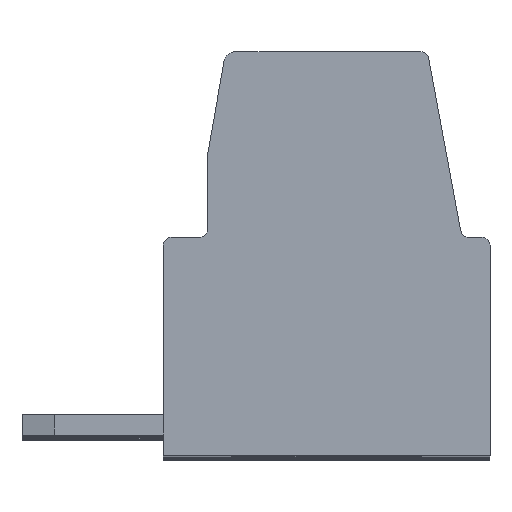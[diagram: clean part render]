
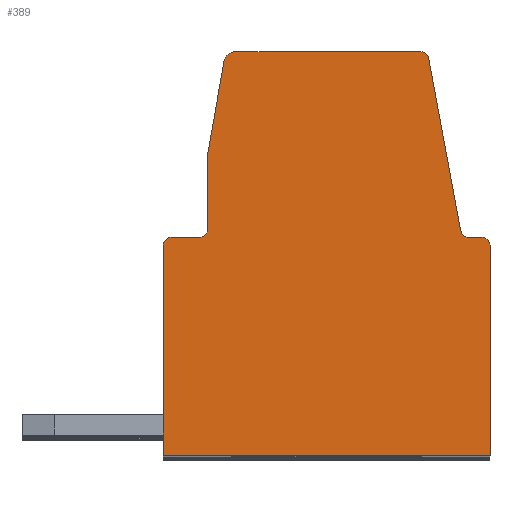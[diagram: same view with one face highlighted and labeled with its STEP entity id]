
A CAD part, top view. The second image highlights one B-rep face of the part: STEP entity #389.
In plain terms, the highlighted planar face has unit normal (0, 0, 1).
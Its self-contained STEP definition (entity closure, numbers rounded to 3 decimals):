
#389 = ADVANCED_FACE( '', ( #850 ), #851, .F. );
#850 = FACE_OUTER_BOUND( '', #1424, .T. );
#851 = PLANE( '', #1425 );
#1424 = EDGE_LOOP( '', ( #2180, #2181, #2182, #2183, #2184, #2185, #2186, #2187, #2188, #2189, #2190, #2191, #2192, #2193, #2194 ) );
#1425 = AXIS2_PLACEMENT_3D( '', #2195, #2196, #2197 );
#2180 = ORIENTED_EDGE( '', *, *, #3831, .T. );
#2181 = ORIENTED_EDGE( '', *, *, #3832, .T. );
#2182 = ORIENTED_EDGE( '', *, *, #3833, .F. );
#2183 = ORIENTED_EDGE( '', *, *, #3834, .T. );
#2184 = ORIENTED_EDGE( '', *, *, #3835, .T. );
#2185 = ORIENTED_EDGE( '', *, *, #3676, .T. );
#2186 = ORIENTED_EDGE( '', *, *, #3836, .T. );
#2187 = ORIENTED_EDGE( '', *, *, #3837, .T. );
#2188 = ORIENTED_EDGE( '', *, *, #3838, .F. );
#2189 = ORIENTED_EDGE( '', *, *, #3839, .T. );
#2190 = ORIENTED_EDGE( '', *, *, #3657, .F. );
#2191 = ORIENTED_EDGE( '', *, *, #3718, .T. );
#2192 = ORIENTED_EDGE( '', *, *, #3840, .T. );
#2193 = ORIENTED_EDGE( '', *, *, #3841, .F. );
#2194 = ORIENTED_EDGE( '', *, *, #3842, .F. );
#2195 = CARTESIAN_POINT( '', ( 0.81, -4.4, 0. ) );
#2196 = DIRECTION( '', ( 0., 0., -1. ) );
#2197 = DIRECTION( '', ( 0., 1., 0. ) );
#3657 = EDGE_CURVE( '', #4359, #4361, #4362, .T. );
#3676 = EDGE_CURVE( '', #4395, #4396, #4397, .T. );
#3718 = EDGE_CURVE( '', #4359, #4470, #4472, .T. );
#3831 = EDGE_CURVE( '', #4663, #4664, #4665, .T. );
#3832 = EDGE_CURVE( '', #4664, #4666, #4667, .T. );
#3833 = EDGE_CURVE( '', #4668, #4666, #4669, .T. );
#3834 = EDGE_CURVE( '', #4668, #4670, #4671, .T. );
#3835 = EDGE_CURVE( '', #4670, #4395, #4672, .T. );
#3836 = EDGE_CURVE( '', #4396, #4673, #4674, .T. );
#3837 = EDGE_CURVE( '', #4673, #4675, #4676, .T. );
#3838 = EDGE_CURVE( '', #4677, #4675, #4678, .T. );
#3839 = EDGE_CURVE( '', #4677, #4361, #4679, .T. );
#3840 = EDGE_CURVE( '', #4470, #4680, #4681, .T. );
#3841 = EDGE_CURVE( '', #4682, #4680, #4683, .T. );
#3842 = EDGE_CURVE( '', #4663, #4682, #4684, .T. );
#4359 = VERTEX_POINT( '', #5399 );
#4361 = VERTEX_POINT( '', #5402 );
#4362 = CIRCLE( '', #5403, 0.2 );
#4395 = VERTEX_POINT( '', #5450 );
#4396 = VERTEX_POINT( '', #5451 );
#4397 = LINE( '', #5452, #5453 );
#4470 = VERTEX_POINT( '', #5556 );
#4472 = LINE( '', #5559, #5560 );
#4663 = VERTEX_POINT( '', #5823 );
#4664 = VERTEX_POINT( '', #5824 );
#4665 = LINE( '', #5825, #5826 );
#4666 = VERTEX_POINT( '', #5827 );
#4667 = LINE( '', #5828, #5829 );
#4668 = VERTEX_POINT( '', #5830 );
#4669 = CIRCLE( '', #5831, 0.2 );
#4670 = VERTEX_POINT( '', #5832 );
#4671 = LINE( '', #5833, #5834 );
#4672 = CIRCLE( '', #5835, 0.2 );
#4673 = VERTEX_POINT( '', #5836 );
#4674 = LINE( '', #5837, #5838 );
#4675 = VERTEX_POINT( '', #5839 );
#4676 = LINE( '', #5840, #5841 );
#4677 = VERTEX_POINT( '', #5842 );
#4678 = CIRCLE( '', #5843, 0.2 );
#4679 = LINE( '', #5844, #5845 );
#4680 = VERTEX_POINT( '', #5846 );
#4681 = CIRCLE( '', #5847, 0.2 );
#4682 = VERTEX_POINT( '', #5848 );
#4683 = LINE( '', #5849, #5850 );
#4684 = CIRCLE( '', #5851, 0.3 );
#5399 = CARTESIAN_POINT( '', ( -0.728, 5.564, 0. ) );
#5402 = CARTESIAN_POINT( '', ( -0.531, 5.4, 0. ) );
#5403 = AXIS2_PLACEMENT_3D( '', #6883, #6884, #6885 );
#5450 = CARTESIAN_POINT( '', ( -8.1, 5.2, 0. ) );
#5451 = CARTESIAN_POINT( '', ( -8.1, 0., 0. ) );
#5452 = CARTESIAN_POINT( '', ( -8.1, -18.438, 0. ) );
#5453 = VECTOR( '', #6903, 1000. );
#5556 = CARTESIAN_POINT( '', ( -1.52, 9.836, 0. ) );
#5559 = CARTESIAN_POINT( '', ( 3.721, -18.438, 0. ) );
#5560 = VECTOR( '', #6944, 1000. );
#5823 = CARTESIAN_POINT( '', ( -6.594, 9.752, 0. ) );
#5824 = CARTESIAN_POINT( '', ( -7., 7.448, 0. ) );
#5825 = CARTESIAN_POINT( '', ( -11.564, -18.438, 0. ) );
#5826 = VECTOR( '', #7071, 1000. );
#5827 = CARTESIAN_POINT( '', ( -7., 5.6, 0. ) );
#5828 = CARTESIAN_POINT( '', ( -7., -18.438, 0. ) );
#5829 = VECTOR( '', #7072, 1000. );
#5830 = CARTESIAN_POINT( '', ( -7.2, 5.4, 0. ) );
#5831 = AXIS2_PLACEMENT_3D( '', #7073, #7074, #7075 );
#5832 = CARTESIAN_POINT( '', ( -7.9, 5.4, 0. ) );
#5833 = CARTESIAN_POINT( '', ( -16.414, 5.4, 0. ) );
#5834 = VECTOR( '', #7076, 1000. );
#5835 = AXIS2_PLACEMENT_3D( '', #7077, #7078, #7079 );
#5836 = CARTESIAN_POINT( '', ( 0., 0., 0. ) );
#5837 = CARTESIAN_POINT( '', ( -16.414, 0., 0. ) );
#5838 = VECTOR( '', #7080, 1000. );
#5839 = CARTESIAN_POINT( '', ( 0., 5.2, 0. ) );
#5840 = CARTESIAN_POINT( '', ( 0., -18.438, 0. ) );
#5841 = VECTOR( '', #7081, 1000. );
#5842 = CARTESIAN_POINT( '', ( -0.2, 5.4, 0. ) );
#5843 = AXIS2_PLACEMENT_3D( '', #7082, #7083, #7084 );
#5844 = CARTESIAN_POINT( '', ( -16.414, 5.4, 0. ) );
#5845 = VECTOR( '', #7085, 1000. );
#5846 = CARTESIAN_POINT( '', ( -1.716, 10., 0. ) );
#5847 = AXIS2_PLACEMENT_3D( '', #7086, #7087, #7088 );
#5848 = CARTESIAN_POINT( '', ( -6.298, 10., 0. ) );
#5849 = CARTESIAN_POINT( '', ( -16.414, 10., 0. ) );
#5850 = VECTOR( '', #7089, 1000. );
#5851 = AXIS2_PLACEMENT_3D( '', #7090, #7091, #7092 );
#6883 = CARTESIAN_POINT( '', ( -0.531, 5.6, 0. ) );
#6884 = DIRECTION( '', ( 0., 0., 1. ) );
#6885 = DIRECTION( '', ( 1., 0., 0. ) );
#6903 = DIRECTION( '', ( 0., -1., 0. ) );
#6944 = DIRECTION( '', ( -0.182, 0.983, 0. ) );
#7071 = DIRECTION( '', ( -0.174, -0.985, 0. ) );
#7072 = DIRECTION( '', ( 0., -1., 0. ) );
#7073 = CARTESIAN_POINT( '', ( -7.2, 5.6, 0. ) );
#7074 = DIRECTION( '', ( 0., 0., 1. ) );
#7075 = DIRECTION( '', ( 1., 0., 0. ) );
#7076 = DIRECTION( '', ( -1., 0., 0. ) );
#7077 = CARTESIAN_POINT( '', ( -7.9, 5.2, 0. ) );
#7078 = DIRECTION( '', ( 0., 0., 1. ) );
#7079 = DIRECTION( '', ( 1., 0., 0. ) );
#7080 = DIRECTION( '', ( 1., 0., 0. ) );
#7081 = DIRECTION( '', ( 0., 1., 0. ) );
#7082 = CARTESIAN_POINT( '', ( -0.2, 5.2, 0. ) );
#7083 = DIRECTION( '', ( 0., 0., -1. ) );
#7084 = DIRECTION( '', ( -1., 0., 0. ) );
#7085 = DIRECTION( '', ( -1., 0., 0. ) );
#7086 = CARTESIAN_POINT( '', ( -1.716, 9.8, 0. ) );
#7087 = DIRECTION( '', ( 0., 0., 1. ) );
#7088 = DIRECTION( '', ( 1., 0., 0. ) );
#7089 = DIRECTION( '', ( 1., 0., 0. ) );
#7090 = CARTESIAN_POINT( '', ( -6.298, 9.7, 0. ) );
#7091 = DIRECTION( '', ( 0., 0., -1. ) );
#7092 = DIRECTION( '', ( -1., 0., 0. ) );
